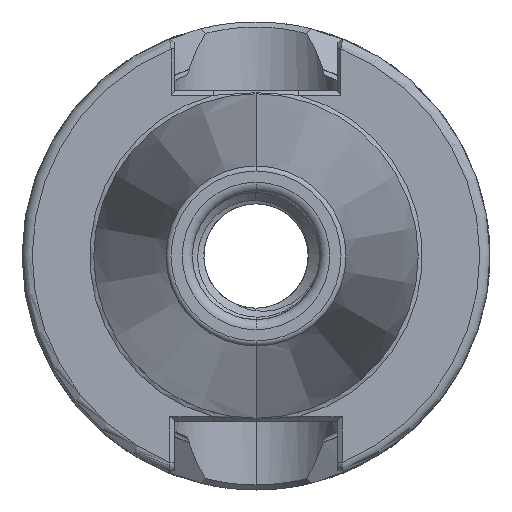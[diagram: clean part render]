
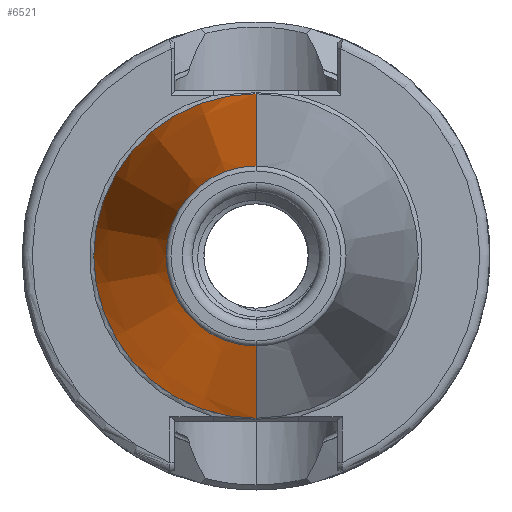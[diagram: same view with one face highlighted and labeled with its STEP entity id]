
A CAD part, left-side view. The second image highlights one B-rep face of the part: STEP entity #6521.
In plain terms, the highlighted conical face has half-angle 8.297 degrees and reference radius 15.948 mm.
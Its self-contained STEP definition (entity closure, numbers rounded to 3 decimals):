
#2874 = ORIENTED_EDGE ( 'NONE', *, *, #5799, .F. ) ;
#4169 = VERTEX_POINT ( 'NONE', #9261 ) ;
#4187 = VERTEX_POINT ( 'NONE', #9262 ) ;
#4188 = VERTEX_POINT ( 'NONE', #9251 ) ;
#4456 = LINE ( 'NONE', #6427, #4559 ) ;
#4559 = VECTOR ( 'NONE', #6433, 1000. ) ;
#5071 = EDGE_LOOP ( 'NONE', ( #6892, #7054, #6882, #2874 ) ) ;
#5139 = VERTEX_POINT ( 'NONE', #9516 ) ;
#5799 = EDGE_CURVE ( 'NONE', #5139, #4188, #4456, .T. ) ;
#5835 = EDGE_CURVE ( 'NONE', #4169, #4187, #12255, .T. ) ;
#5838 = EDGE_CURVE ( 'NONE', #5139, #4169, #12269, .T. ) ;
#5854 = EDGE_CURVE ( 'NONE', #4188, #4187, #12297, .T. ) ;
#6427 = CARTESIAN_POINT ( 'NONE',  ( -1.5, 0., -15.948 ) ) ;
#6433 = DIRECTION ( 'NONE',  ( 0.99, 0., -0.144 ) ) ;
#6521 = ADVANCED_FACE ( 'NONE', ( #12468 ), #12475, .T. ) ;
#6882 = ORIENTED_EDGE ( 'NONE', *, *, #5854, .F. ) ;
#6892 = ORIENTED_EDGE ( 'NONE', *, *, #5838, .T. ) ;
#7054 = ORIENTED_EDGE ( 'NONE', *, *, #5835, .T. ) ;
#9251 = CARTESIAN_POINT ( 'NONE',  ( -1.5, 0., -15.948 ) ) ;
#9261 = CARTESIAN_POINT ( 'NONE',  ( -50.172, 0., 8.85 ) ) ;
#9262 = CARTESIAN_POINT ( 'NONE',  ( -1.5, 0., 15.948 ) ) ;
#9516 = CARTESIAN_POINT ( 'NONE',  ( -50.172, 0., -8.85 ) ) ;
#11066 = CARTESIAN_POINT ( 'NONE',  ( -1.5, 0., 15.948 ) ) ;
#11067 = DIRECTION ( 'NONE',  ( 0.99, 0., 0.144 ) ) ;
#11084 = DIRECTION ( 'NONE',  ( 0., 0., -1. ) ) ;
#11099 = CARTESIAN_POINT ( 'NONE',  ( -50.172, 0., 0. ) ) ;
#11108 = DIRECTION ( 'NONE',  ( 1., 0., 0. ) ) ;
#11186 = DIRECTION ( 'NONE',  ( 0., 0., -1. ) ) ;
#11206 = DIRECTION ( 'NONE',  ( 1., 0., 0. ) ) ;
#11223 = CARTESIAN_POINT ( 'NONE',  ( -1.5, 0., 0. ) ) ;
#12255 = LINE ( 'NONE', #11066, #12267 ) ;
#12267 = VECTOR ( 'NONE', #11067, 1000. ) ;
#12269 = CIRCLE ( 'NONE', #12968, 8.85 ) ;
#12297 = CIRCLE ( 'NONE', #12951, 15.948 ) ;
#12468 = FACE_OUTER_BOUND ( 'NONE', #5071, .T. ) ;
#12475 = CONICAL_SURFACE ( 'NONE', #12728, 15.948, 0.145 ) ;
#12728 = AXIS2_PLACEMENT_3D ( 'NONE', #14005, #14026, #14028 ) ;
#12951 = AXIS2_PLACEMENT_3D ( 'NONE', #11223, #11206, #11186 ) ;
#12968 = AXIS2_PLACEMENT_3D ( 'NONE', #11099, #11108, #11084 ) ;
#14005 = CARTESIAN_POINT ( 'NONE',  ( -1.5, 0., 0. ) ) ;
#14026 = DIRECTION ( 'NONE',  ( 1., 0., 0. ) ) ;
#14028 = DIRECTION ( 'NONE',  ( 0., 0., -1. ) ) ;
